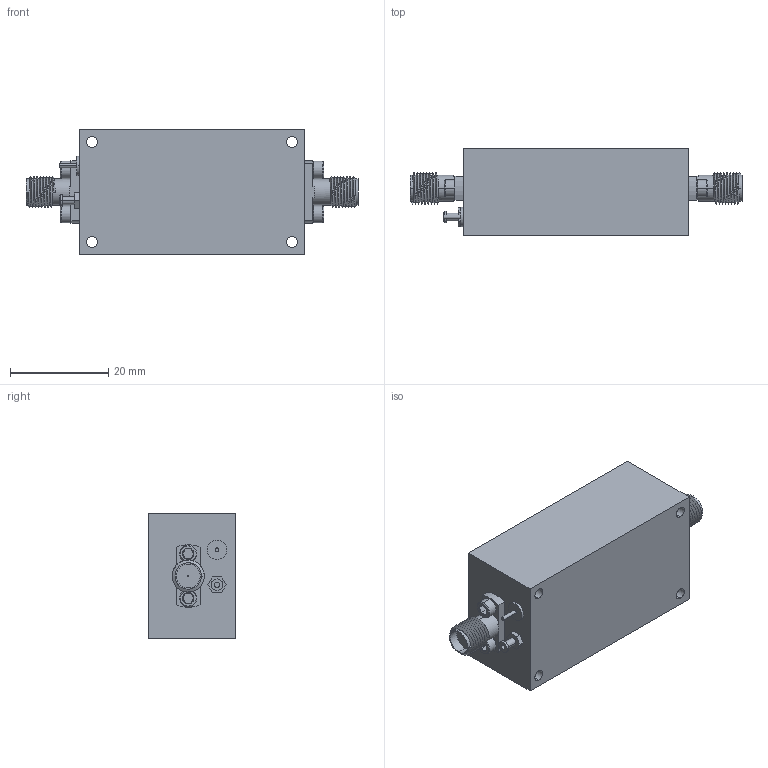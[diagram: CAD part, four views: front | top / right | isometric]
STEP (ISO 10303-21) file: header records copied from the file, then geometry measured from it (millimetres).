
FILE_DESCRIPTION (( 'STEP AP203' ), '1' );
FILE_NAME ('SOW-17303315-SF-U2.STEP', '2019-03-21T21:58:31', ( '' ), ( '' ), 'SwSTEP 2.0', 'SolidWorks 2016', '' );
FILE_SCHEMA (( 'CONFIG_CONTROL_DESIGN' ));
Length unit declared in the file: inch
Products named in the file (1): SOW-17303315-SF-U2
Bounding box: 67.46 x 17.78 x 25.4 mm (x, y, z)
Surface area: 6379.6 mm2 (no closed solid volume)
Topology: 0 solids, 9 shells, 160 faces, 386 edges, 240 vertices
Faces by surface type: plane 65, cylinder 44, cone 44, bspline 7
Entity records: 6126 total; most frequent: CARTESIAN_POINT 2358, DIRECTION 794, ORIENTED_EDGE 714, EDGE_CURVE 386, AXIS2_PLACEMENT_3D 302, VERTEX_POINT 240, VECTOR 190, LINE 190
